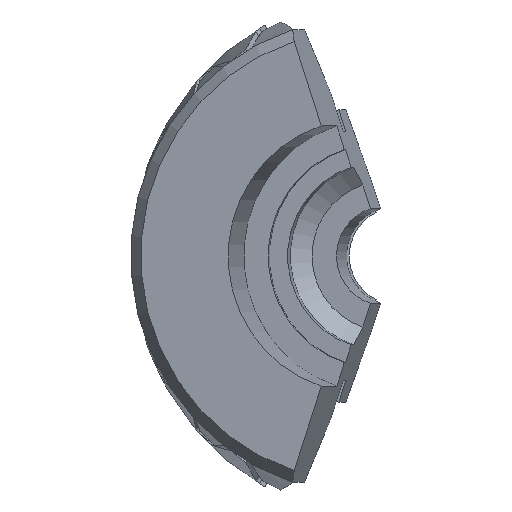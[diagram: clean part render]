
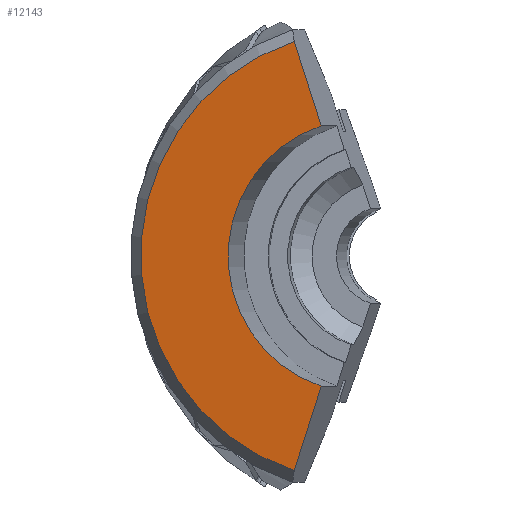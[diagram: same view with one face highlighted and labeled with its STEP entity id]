
A CAD part, front view. The second image highlights one B-rep face of the part: STEP entity #12143.
In plain terms, the highlighted planar face has unit normal (-0.179, -0.984, 0).
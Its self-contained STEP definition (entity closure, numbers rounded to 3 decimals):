
#7857=CARTESIAN_POINT('',(-2.861,-15.742,0.));
#7858=DIRECTION('',(-0.179,-0.984,0.));
#7859=DIRECTION('',(-0.304,0.055,0.951));
#7860=AXIS2_PLACEMENT_3D('',#7857,#7858,#7859);
#7875=DIRECTION('',(0.304,-0.055,-0.951));
#7876=VECTOR('',#7875,7.133);
#7877=CARTESIAN_POINT('',(-8.374,-14.74,
17.245));
#7878=LINE('',#7877,#7876);
#7879=DIRECTION('',(0.304,-0.055,0.951));
#7880=VECTOR('',#7879,7.133);
#7881=CARTESIAN_POINT('',(-8.374,-14.74,
-17.245));
#7882=LINE('',#7881,#7880);
#7883=CARTESIAN_POINT('',(-2.861,-15.742,0.));
#7884=DIRECTION('',(0.179,0.984,0.));
#7885=DIRECTION('',(-0.304,0.055,-0.951));
#7886=AXIS2_PLACEMENT_3D('',#7883,#7884,#7885);
#8100=CARTESIAN_POINT('',(-6.205,-15.134,
-10.462));
#8101=VERTEX_POINT('',#8100);
#8102=CARTESIAN_POINT('',(-8.374,-14.74,
17.245));
#8103=CARTESIAN_POINT('',(-6.205,-15.134,
10.462));
#8104=VERTEX_POINT('',#8102);
#8105=VERTEX_POINT('',#8103);
#8106=CARTESIAN_POINT('',(-8.374,-14.74,
-17.245));
#8107=VERTEX_POINT('',#8106);
#12131=CARTESIAN_POINT('',(-2.861,-15.742,0.));
#12132=DIRECTION('',(0.179,0.984,0.));
#12133=DIRECTION('',(0.984,-0.179,0.));
#12134=AXIS2_PLACEMENT_3D('',#12131,#12132,#12133);
#12135=PLANE('',#12134);
#12136=ORIENTED_EDGE('',*,*,#8373,.T.);
#12138=ORIENTED_EDGE('',*,*,#12137,.F.);
#12139=ORIENTED_EDGE('',*,*,#8471,.F.);
#12140=ORIENTED_EDGE('',*,*,#12123,.F.);
#12141=EDGE_LOOP('',(#12136,#12138,#12139,#12140));
#12142=FACE_OUTER_BOUND('',#12141,.F.);
#12143=ADVANCED_FACE('',(#12142),#12135,.F.);
#7861=CIRCLE('',#7860,18.133);
#7887=CIRCLE('',#7886,11.);
#8373=EDGE_CURVE('',#8104,#8105,#7878,.T.);
#8471=EDGE_CURVE('',#8107,#8101,#7882,.T.);
#12123=EDGE_CURVE('',#8104,#8107,#7861,.T.);
#12137=EDGE_CURVE('',#8101,#8105,#7887,.T.);
